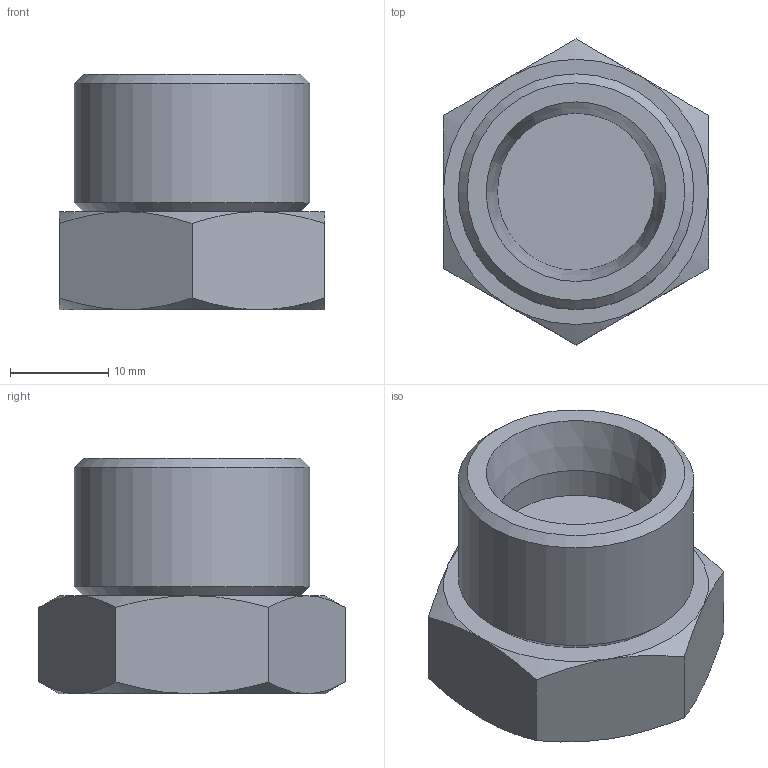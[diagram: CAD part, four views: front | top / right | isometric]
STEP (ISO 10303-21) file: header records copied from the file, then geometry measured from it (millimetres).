
FILE_DESCRIPTION(/* description */ ('STEP AP203'),/* implementation_level */ '2;1');
FILE_NAME(/* name */ 'Seal Conus Plug VSK 16-01',/* time_stamp */ '2025-01-13T14:37:51+01:00',/* author */ ('License CC BY-ND 4.0'),/* organization */ ('CADENAS'),/* preprocessor_version */ 'ST-DEVELOPER v19.3',/* originating_system */ 'PARTsolutions',/* authorisation */ ' ');
FILE_SCHEMA (('CONFIG_CONTROL_DESIGN'));
Length unit declared in the file: millimetre
Products named in the file (1): Dichtkegelverschluss VSK 16-01
Bounding box: 27 x 31.18 x 24 mm (x, y, z)
Volume: 10668.3 mm3; surface area: 3635.5 mm2
Topology: 1 solids, 1 shells, 27 faces, 54 edges, 31 vertices
Faces by surface type: cone 15, plane 10, cylinder 2
Full cylindrical faces by diameter (mm): 16 x1, 24 x1
Entity records: 716 total; most frequent: CARTESIAN_POINT 180, DIRECTION 100, ORIENTED_EDGE 98, EDGE_CURVE 49, AXIS2_PLACEMENT_3D 47, EDGE_LOOP 34, FACE_BOUND 34, VERTEX_POINT 31
